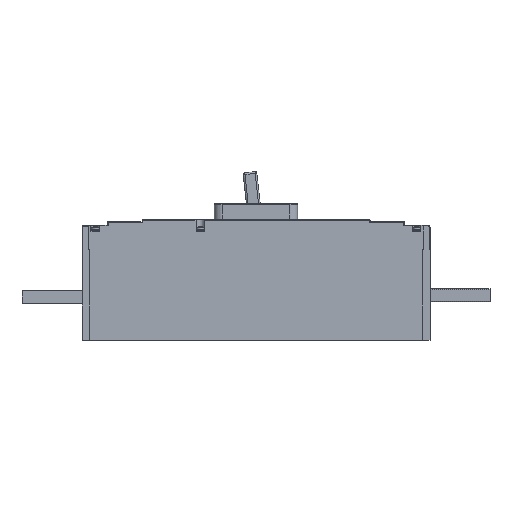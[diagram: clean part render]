
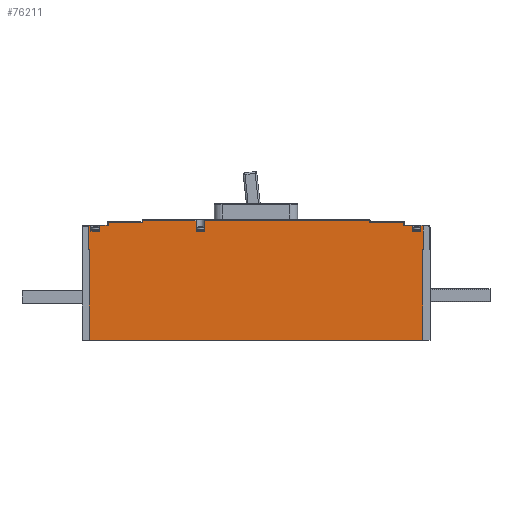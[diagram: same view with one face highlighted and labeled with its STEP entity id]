
A CAD part, left-side view. The second image highlights one B-rep face of the part: STEP entity #76211.
In plain terms, the highlighted planar face has unit normal (-1, 0, 0).
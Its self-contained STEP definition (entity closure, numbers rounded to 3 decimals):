
#975=DIRECTION('',(0.,0.,1.));
#976=VECTOR('',#975,12.);
#977=CARTESIAN_POINT('',(0.,263.,127.5));
#978=LINE('',#977,#976);
#988=DIRECTION('',(0.,0.,1.));
#989=VECTOR('',#988,7.);
#990=CARTESIAN_POINT('',(0.,395.5,127.));
#991=LINE('',#990,#989);
#992=DIRECTION('',(0.,1.,0.));
#993=VECTOR('',#992,10.);
#994=CARTESIAN_POINT('',(0.,385.5,127.));
#995=LINE('',#994,#993);
#996=DIRECTION('',(0.,0.,1.));
#997=VECTOR('',#996,12.);
#998=CARTESIAN_POINT('',(0.,273.,127.5));
#999=LINE('',#998,#997);
#1000=DIRECTION('',(0.,1.,0.));
#1001=VECTOR('',#1000,10.);
#1002=CARTESIAN_POINT('',(0.,263.,127.5));
#1003=LINE('',#1002,#1001);
#1004=DIRECTION('',(0.,0.,1.));
#1005=VECTOR('',#1004,6.5);
#1006=CARTESIAN_POINT('',(0.,20.5,127.));
#1007=LINE('',#1006,#1005);
#1008=DIRECTION('',(0.,1.,0.));
#1009=VECTOR('',#1008,10.);
#1010=CARTESIAN_POINT('',(0.,10.5,127.));
#1011=LINE('',#1010,#1009);
#1012=DIRECTION('',(0.,0.,1.));
#1013=VECTOR('',#1012,27.5);
#1014=CARTESIAN_POINT('',(0.,8.,106.));
#1015=LINE('',#1014,#1013);
#1016=DIRECTION('',(0.,0.,1.));
#1017=VECTOR('',#1016,106.);
#1018=CARTESIAN_POINT('',(0.,8.5,0.));
#1019=LINE('',#1018,#1017);
#1024=DIRECTION('',(0.,0.,1.));
#1025=VECTOR('',#1024,106.);
#1026=CARTESIAN_POINT('',(0.,397.5,0.));
#1027=LINE('',#1026,#1025);
#1032=DIRECTION('',(0.,1.,0.));
#1033=VECTOR('',#1032,0.5);
#1034=CARTESIAN_POINT('',(0.,397.5,106.));
#1035=LINE('',#1034,#1033);
#2007=DIRECTION('',(0.,-1.,0.));
#2008=VECTOR('',#2007,10.);
#2009=CARTESIAN_POINT('',(0.,385.5,134.));
#2010=LINE('',#2009,#2008);
#2020=DIRECTION('',(0.,-1.,0.));
#2021=VECTOR('',#2020,2.5);
#2022=CARTESIAN_POINT('',(0.,398.,134.));
#2023=LINE('',#2022,#2021);
#2228=DIRECTION('',(0.,1.,0.));
#2229=VECTOR('',#2228,389.);
#2230=CARTESIAN_POINT('',(0.,8.5,0.));
#2231=LINE('',#2230,#2229);
#4208=DIRECTION('',(0.,1.,0.));
#4209=VECTOR('',#4208,0.5);
#4210=CARTESIAN_POINT('',(0.,8.,106.));
#4211=LINE('',#4210,#4209);
#4299=DIRECTION('',(0.,-1.,0.));
#4300=VECTOR('',#4299,2.5);
#4301=CARTESIAN_POINT('',(0.,10.5,133.5));
#4302=LINE('',#4301,#4300);
#4303=DIRECTION('',(0.,0.,1.));
#4304=VECTOR('',#4303,6.5);
#4305=CARTESIAN_POINT('',(0.,10.5,127.));
#4306=LINE('',#4305,#4304);
#5529=DIRECTION('',(0.,0.,-1.));
#5530=VECTOR('',#5529,4.);
#5531=CARTESIAN_POINT('',(0.,30.5,137.5));
#5532=LINE('',#5531,#5530);
#5570=DIRECTION('',(0.,-1.,0.));
#5571=VECTOR('',#5570,40.);
#5572=CARTESIAN_POINT('',(0.,70.5,137.5));
#5573=LINE('',#5572,#5571);
#5628=DIRECTION('',(0.,0.,-1.));
#5629=VECTOR('',#5628,2.);
#5630=CARTESIAN_POINT('',(0.,70.5,139.5));
#5631=LINE('',#5630,#5629);
#5669=DIRECTION('',(0.,-1.,0.));
#5670=VECTOR('',#5669,192.5);
#5671=CARTESIAN_POINT('',(0.,263.,139.5));
#5672=LINE('',#5671,#5670);
#19015=DIRECTION('',(0.,-1.,0.));
#19016=VECTOR('',#19015,40.);
#19017=CARTESIAN_POINT('',(0.,375.5,137.5));
#19018=LINE('',#19017,#19016);
#19201=DIRECTION('',(0.,-1.,0.));
#19202=VECTOR('',#19201,62.5);
#19203=CARTESIAN_POINT('',(0.,335.5,139.5));
#19204=LINE('',#19203,#19202);
#23683=DIRECTION('',(0.,0.,1.));
#23684=VECTOR('',#23683,28.);
#23685=CARTESIAN_POINT('',(0.,398.,106.));
#23686=LINE('',#23685,#23684);
#30797=DIRECTION('',(0.,0.,1.));
#30798=VECTOR('',#30797,2.);
#30799=CARTESIAN_POINT('',(0.,335.5,137.5));
#30800=LINE('',#30799,#30798);
#30882=DIRECTION('',(0.,0.,1.));
#30883=VECTOR('',#30882,3.5);
#30884=CARTESIAN_POINT('',(0.,375.5,134.));
#30885=LINE('',#30884,#30883);
#51519=DIRECTION('',(0.,-1.,0.));
#51520=VECTOR('',#51519,10.);
#51521=CARTESIAN_POINT('',(0.,30.5,133.5));
#51522=LINE('',#51521,#51520);
#55965=DIRECTION('',(0.,0.,1.));
#55966=VECTOR('',#55965,7.);
#55967=CARTESIAN_POINT('',(0.,385.5,127.));
#55968=LINE('',#55967,#55966);
#59330=CARTESIAN_POINT('',(0.,8.5,0.));
#59331=VERTEX_POINT('',#59330);
#59332=CARTESIAN_POINT('',(0.,397.5,0.));
#59333=VERTEX_POINT('',#59332);
#67277=CARTESIAN_POINT('',(0.,398.,134.));
#67278=VERTEX_POINT('',#67277);
#67279=CARTESIAN_POINT('',(0.,395.5,134.));
#67280=VERTEX_POINT('',#67279);
#67285=CARTESIAN_POINT('',(0.,385.5,134.));
#67286=VERTEX_POINT('',#67285);
#67287=CARTESIAN_POINT('',(0.,375.5,134.));
#67288=VERTEX_POINT('',#67287);
#67317=CARTESIAN_POINT('',(0.,8.,106.));
#67318=CARTESIAN_POINT('',(0.,8.,133.5));
#67319=VERTEX_POINT('',#67317);
#67320=VERTEX_POINT('',#67318);
#67321=CARTESIAN_POINT('',(0.,10.5,133.5));
#67322=VERTEX_POINT('',#67321);
#67323=CARTESIAN_POINT('',(0.,10.5,127.));
#67324=VERTEX_POINT('',#67323);
#67325=CARTESIAN_POINT('',(0.,20.5,127.));
#67326=VERTEX_POINT('',#67325);
#67327=CARTESIAN_POINT('',(0.,20.5,133.5));
#67328=VERTEX_POINT('',#67327);
#67329=CARTESIAN_POINT('',(0.,30.5,133.5));
#67330=VERTEX_POINT('',#67329);
#67331=CARTESIAN_POINT('',(0.,30.5,137.5));
#67332=VERTEX_POINT('',#67331);
#67333=CARTESIAN_POINT('',(0.,70.5,137.5));
#67334=VERTEX_POINT('',#67333);
#67335=CARTESIAN_POINT('',(0.,70.5,139.5));
#67336=VERTEX_POINT('',#67335);
#67337=CARTESIAN_POINT('',(0.,263.,139.5));
#67338=VERTEX_POINT('',#67337);
#67339=CARTESIAN_POINT('',(0.,263.,127.5));
#67340=VERTEX_POINT('',#67339);
#67341=CARTESIAN_POINT('',(0.,273.,127.5));
#67342=VERTEX_POINT('',#67341);
#67343=CARTESIAN_POINT('',(0.,273.,139.5));
#67344=VERTEX_POINT('',#67343);
#67345=CARTESIAN_POINT('',(0.,335.5,139.5));
#67346=VERTEX_POINT('',#67345);
#67347=CARTESIAN_POINT('',(0.,335.5,137.5));
#67348=VERTEX_POINT('',#67347);
#67349=CARTESIAN_POINT('',(0.,375.5,137.5));
#67350=VERTEX_POINT('',#67349);
#67351=CARTESIAN_POINT('',(0.,385.5,127.));
#67352=VERTEX_POINT('',#67351);
#67353=CARTESIAN_POINT('',(0.,395.5,127.));
#67354=VERTEX_POINT('',#67353);
#67355=CARTESIAN_POINT('',(0.,398.,106.));
#67356=VERTEX_POINT('',#67355);
#70743=CARTESIAN_POINT('',(0.,8.5,106.));
#70744=VERTEX_POINT('',#70743);
#70745=CARTESIAN_POINT('',(0.,397.5,106.));
#70747=VERTEX_POINT('',#70745);
#76149=CARTESIAN_POINT('',(0.,203.,0.));
#76150=DIRECTION('',(-1.,0.,0.));
#76151=DIRECTION('',(0.,0.,1.));
#76152=AXIS2_PLACEMENT_3D('',#76149,#76150,#76151);
#76153=PLANE('',#76152);
#76155=ORIENTED_EDGE('',*,*,#76154,.T.);
#76157=ORIENTED_EDGE('',*,*,#76156,.T.);
#76159=ORIENTED_EDGE('',*,*,#76158,.T.);
#76161=ORIENTED_EDGE('',*,*,#76160,.T.);
#76163=ORIENTED_EDGE('',*,*,#76162,.F.);
#76165=ORIENTED_EDGE('',*,*,#76164,.F.);
#76167=ORIENTED_EDGE('',*,*,#76166,.T.);
#76169=ORIENTED_EDGE('',*,*,#76168,.T.);
#76171=ORIENTED_EDGE('',*,*,#76170,.T.);
#76173=ORIENTED_EDGE('',*,*,#76172,.T.);
#76175=ORIENTED_EDGE('',*,*,#76174,.T.);
#76177=ORIENTED_EDGE('',*,*,#76176,.T.);
#76179=ORIENTED_EDGE('',*,*,#76178,.F.);
#76181=ORIENTED_EDGE('',*,*,#76180,.F.);
#76182=ORIENTED_EDGE('',*,*,#76137,.T.);
#76184=ORIENTED_EDGE('',*,*,#76183,.T.);
#76186=ORIENTED_EDGE('',*,*,#76185,.T.);
#76188=ORIENTED_EDGE('',*,*,#76187,.T.);
#76190=ORIENTED_EDGE('',*,*,#76189,.T.);
#76192=ORIENTED_EDGE('',*,*,#76191,.T.);
#76194=ORIENTED_EDGE('',*,*,#76193,.F.);
#76196=ORIENTED_EDGE('',*,*,#76195,.F.);
#76198=ORIENTED_EDGE('',*,*,#76197,.T.);
#76200=ORIENTED_EDGE('',*,*,#76199,.T.);
#76202=ORIENTED_EDGE('',*,*,#76201,.F.);
#76204=ORIENTED_EDGE('',*,*,#76203,.T.);
#76206=ORIENTED_EDGE('',*,*,#76205,.F.);
#76208=ORIENTED_EDGE('',*,*,#76207,.T.);
#76209=EDGE_LOOP('',(#76155,#76157,#76159,#76161,#76163,#76165,#76167,#76169,
#76171,#76173,#76175,#76177,#76179,#76181,#76182,#76184,#76186,#76188,#76190,
#76192,#76194,#76196,#76198,#76200,#76202,#76204,#76206,#76208));
#76210=FACE_OUTER_BOUND('',#76209,.F.);
#76211=ADVANCED_FACE('',(#76210),#76153,.T.);
#76137=EDGE_CURVE('',#67340,#67338,#978,.T.);
#76154=EDGE_CURVE('',#59333,#70747,#1027,.T.);
#76156=EDGE_CURVE('',#70747,#67356,#1035,.T.);
#76158=EDGE_CURVE('',#67356,#67278,#23686,.T.);
#76160=EDGE_CURVE('',#67278,#67280,#2023,.T.);
#76162=EDGE_CURVE('',#67354,#67280,#991,.T.);
#76164=EDGE_CURVE('',#67352,#67354,#995,.T.);
#76166=EDGE_CURVE('',#67352,#67286,#55968,.T.);
#76168=EDGE_CURVE('',#67286,#67288,#2010,.T.);
#76170=EDGE_CURVE('',#67288,#67350,#30885,.T.);
#76172=EDGE_CURVE('',#67350,#67348,#19018,.T.);
#76174=EDGE_CURVE('',#67348,#67346,#30800,.T.);
#76176=EDGE_CURVE('',#67346,#67344,#19204,.T.);
#76178=EDGE_CURVE('',#67342,#67344,#999,.T.);
#76180=EDGE_CURVE('',#67340,#67342,#1003,.T.);
#76183=EDGE_CURVE('',#67338,#67336,#5672,.T.);
#76185=EDGE_CURVE('',#67336,#67334,#5631,.T.);
#76187=EDGE_CURVE('',#67334,#67332,#5573,.T.);
#76189=EDGE_CURVE('',#67332,#67330,#5532,.T.);
#76191=EDGE_CURVE('',#67330,#67328,#51522,.T.);
#76193=EDGE_CURVE('',#67326,#67328,#1007,.T.);
#76195=EDGE_CURVE('',#67324,#67326,#1011,.T.);
#76197=EDGE_CURVE('',#67324,#67322,#4306,.T.);
#76199=EDGE_CURVE('',#67322,#67320,#4302,.T.);
#76201=EDGE_CURVE('',#67319,#67320,#1015,.T.);
#76203=EDGE_CURVE('',#67319,#70744,#4211,.T.);
#76205=EDGE_CURVE('',#59331,#70744,#1019,.T.);
#76207=EDGE_CURVE('',#59331,#59333,#2231,.T.);
